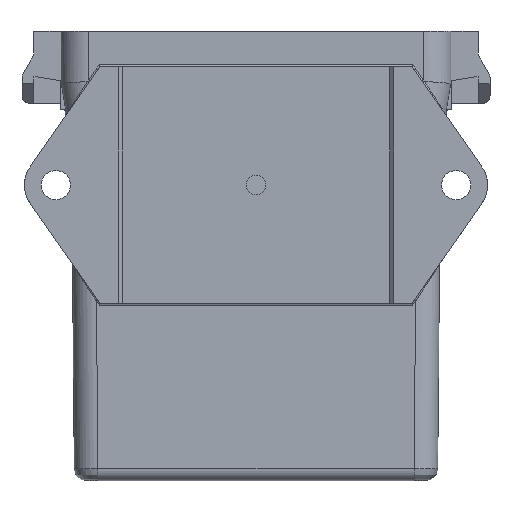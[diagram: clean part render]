
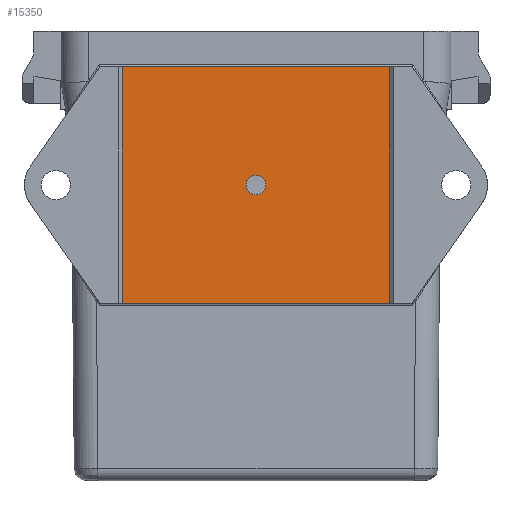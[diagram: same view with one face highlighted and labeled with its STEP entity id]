
A CAD part, front view. The second image highlights one B-rep face of the part: STEP entity #15350.
In plain terms, the highlighted planar face has unit normal (0, -1, 0).
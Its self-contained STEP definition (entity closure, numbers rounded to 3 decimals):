
#1185=DIRECTION('',(0.,0.,-1.));
#1186=VECTOR('',#1185,59.995);
#1187=CARTESIAN_POINT('',(-34.01,-17.5,-8.992));
#1188=LINE('',#1187,#1186);
#1213=DIRECTION('',(-1.,0.,0.));
#1214=VECTOR('',#1213,68.02);
#1215=CARTESIAN_POINT('',(34.01,-17.5,-8.992));
#1216=LINE('',#1215,#1214);
#5218=DIRECTION('',(-1.,0.,0.));
#5219=VECTOR('',#5218,68.02);
#5220=CARTESIAN_POINT('',(34.01,-17.5,-68.987));
#5221=LINE('',#5220,#5219);
#5232=DIRECTION('',(0.,0.,-1.));
#5233=VECTOR('',#5232,59.995);
#5234=CARTESIAN_POINT('',(34.01,-17.5,-8.992));
#5235=LINE('',#5234,#5233);
#5239=CARTESIAN_POINT('',(0.,-17.5,-38.989));
#5240=DIRECTION('',(0.,1.,0.));
#5241=DIRECTION('',(0.,0.,1.));
#5242=AXIS2_PLACEMENT_3D('',#5239,#5240,#5241);
#5247=CARTESIAN_POINT('',(0.,-17.5,-38.989));
#5248=DIRECTION('',(0.,1.,0.));
#5249=DIRECTION('',(0.,0.,-1.));
#5250=AXIS2_PLACEMENT_3D('',#5247,#5248,#5249);
#8804=CARTESIAN_POINT('',(34.01,-17.5,-68.987));
#8805=CARTESIAN_POINT('',(-34.01,-17.5,-68.987));
#8806=VERTEX_POINT('',#8804);
#8807=VERTEX_POINT('',#8805);
#8808=CARTESIAN_POINT('',(34.01,-17.5,-8.992));
#8809=CARTESIAN_POINT('',(-34.01,-17.5,-8.992));
#8810=VERTEX_POINT('',#8808);
#8811=VERTEX_POINT('',#8809);
#8936=CARTESIAN_POINT('',(0.,-17.5,-36.487));
#8937=CARTESIAN_POINT('',(0.,-17.5,-41.491));
#8938=VERTEX_POINT('',#8936);
#8939=VERTEX_POINT('',#8937);
#15332=CARTESIAN_POINT('',(34.01,-17.5,-8.992));
#15333=DIRECTION('',(0.,1.,0.));
#15334=DIRECTION('',(-1.,0.,0.));
#15335=AXIS2_PLACEMENT_3D('',#15332,#15333,#15334);
#15336=PLANE('',#15335);
#15337=ORIENTED_EDGE('',*,*,#15323,.T.);
#15338=ORIENTED_EDGE('',*,*,#10516,.F.);
#15339=ORIENTED_EDGE('',*,*,#10534,.F.);
#15341=ORIENTED_EDGE('',*,*,#15340,.T.);
#15342=EDGE_LOOP('',(#15337,#15338,#15339,#15341));
#15343=FACE_OUTER_BOUND('',#15342,.F.);
#15345=ORIENTED_EDGE('',*,*,#15344,.F.);
#15347=ORIENTED_EDGE('',*,*,#15346,.F.);
#15348=EDGE_LOOP('',(#15345,#15347));
#15349=FACE_BOUND('',#15348,.F.);
#15350=ADVANCED_FACE('',(#15343,#15349),#15336,.F.);
#5243=CIRCLE('',#5242,2.502);
#5251=CIRCLE('',#5250,2.502);
#10516=EDGE_CURVE('',#8811,#8807,#1188,.T.);
#10534=EDGE_CURVE('',#8810,#8811,#1216,.T.);
#15323=EDGE_CURVE('',#8806,#8807,#5221,.T.);
#15340=EDGE_CURVE('',#8810,#8806,#5235,.T.);
#15344=EDGE_CURVE('',#8938,#8939,#5243,.T.);
#15346=EDGE_CURVE('',#8939,#8938,#5251,.T.);
